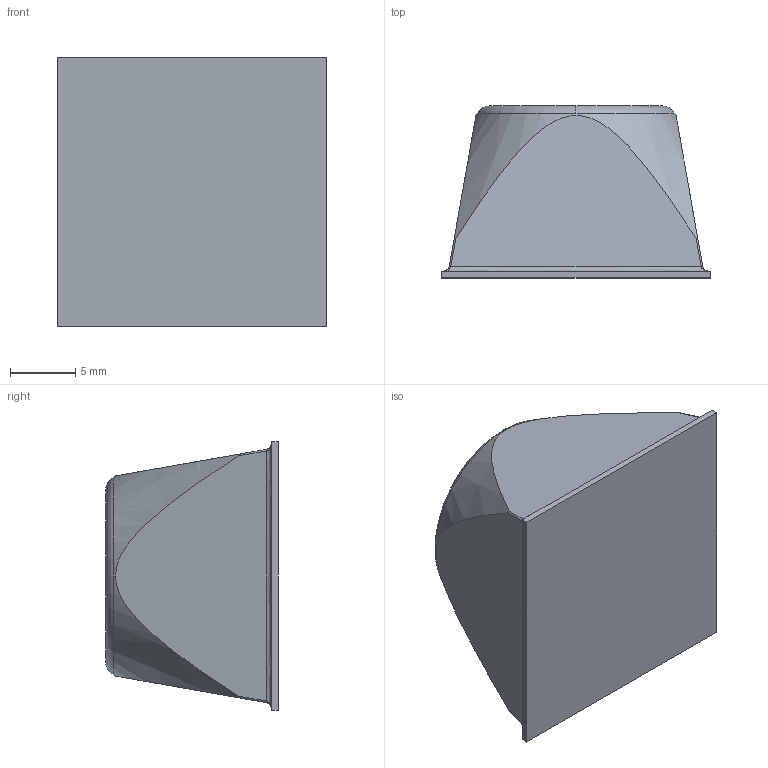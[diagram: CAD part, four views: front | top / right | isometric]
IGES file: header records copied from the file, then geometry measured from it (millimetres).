
Global section: file name: No Iges File Name specified; native system: Autodesk Inventor 2011; preprocessor: AutoDesk Inventor Iges Exporter R2011; author: Administrator; date: 20101112.155423; units: inch
Bounding box: 20.58 x 13.21 x 20.58 mm (x, y, z)
Volume: 3844.1 mm3; surface area: 1503.5 mm2
Topology: 1 solids, 1 shells, 34 faces, 83 edges, 47 vertices
Faces by surface type: revolution 12, plane 10, cylinder 4, bspline 4, torus 2, cone 2
